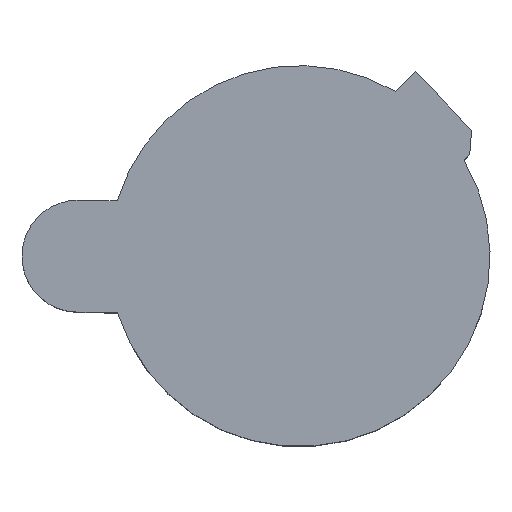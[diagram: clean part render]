
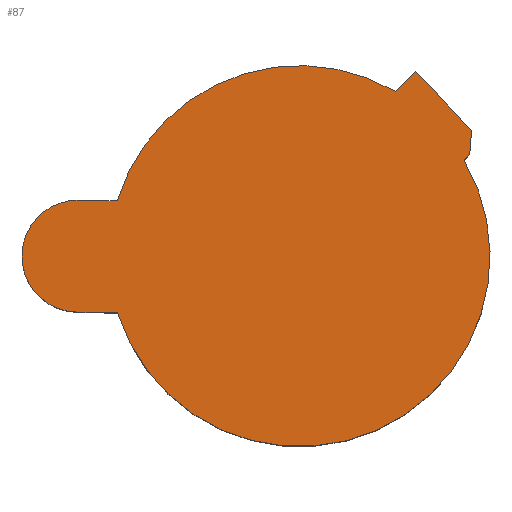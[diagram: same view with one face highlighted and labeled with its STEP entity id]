
A CAD part, top view. The second image highlights one B-rep face of the part: STEP entity #87.
In plain terms, the highlighted planar face has unit normal (0, 0, 1).
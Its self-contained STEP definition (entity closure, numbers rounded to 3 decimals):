
#87 = ADVANCED_FACE( '', ( #178 ), #179, .F. );
#178 = FACE_OUTER_BOUND( '', #274, .T. );
#179 = PLANE( '', #275 );
#274 = EDGE_LOOP( '', ( #426, #427, #428, #429, #430, #431, #432, #433, #434 ) );
#275 = AXIS2_PLACEMENT_3D( '', #435, #436, #437 );
#426 = ORIENTED_EDGE( '', *, *, #502, .F. );
#427 = ORIENTED_EDGE( '', *, *, #540, .F. );
#428 = ORIENTED_EDGE( '', *, *, #522, .F. );
#429 = ORIENTED_EDGE( '', *, *, #495, .F. );
#430 = ORIENTED_EDGE( '', *, *, #512, .F. );
#431 = ORIENTED_EDGE( '', *, *, #533, .F. );
#432 = ORIENTED_EDGE( '', *, *, #507, .F. );
#433 = ORIENTED_EDGE( '', *, *, #529, .F. );
#434 = ORIENTED_EDGE( '', *, *, #538, .F. );
#435 = CARTESIAN_POINT( '', ( 0., 0., 19.5 ) );
#436 = DIRECTION( '', ( 0., 0., -1. ) );
#437 = DIRECTION( '', ( -1., 0., 0. ) );
#495 = EDGE_CURVE( '', #567, #569, #570, .T. );
#502 = EDGE_CURVE( '', #579, #581, #582, .T. );
#507 = EDGE_CURVE( '', #588, #590, #591, .T. );
#512 = EDGE_CURVE( '', #596, #567, #598, .T. );
#522 = EDGE_CURVE( '', #569, #613, #614, .T. );
#529 = EDGE_CURVE( '', #622, #588, #624, .T. );
#533 = EDGE_CURVE( '', #590, #596, #628, .T. );
#538 = EDGE_CURVE( '', #581, #622, #634, .T. );
#540 = EDGE_CURVE( '', #613, #579, #636, .T. );
#567 = VERTEX_POINT( '', #666 );
#569 = VERTEX_POINT( '', #669 );
#570 = LINE( '', #670, #671 );
#579 = VERTEX_POINT( '', #681 );
#581 = VERTEX_POINT( '', #684 );
#582 = CIRCLE( '', #685, 17. );
#588 = VERTEX_POINT( '', #693 );
#590 = VERTEX_POINT( '', #696 );
#591 = LINE( '', #697, #698 );
#596 = VERTEX_POINT( '', #704 );
#598 = CIRCLE( '', #707, 17. );
#613 = VERTEX_POINT( '', #722 );
#614 = CIRCLE( '', #723, 5. );
#622 = VERTEX_POINT( '', #733 );
#624 = LINE( '', #736, #737 );
#628 = LINE( '', #742, #743 );
#634 = LINE( '', #750, #751 );
#636 = LINE( '', #753, #754 );
#666 = CARTESIAN_POINT( '', ( -16.224, -5.078, 19.5 ) );
#669 = CARTESIAN_POINT( '', ( -19.875, -4.999, 19.5 ) );
#670 = CARTESIAN_POINT( '', ( -16.224, -5.078, 19.5 ) );
#671 = VECTOR( '', #783, 1000. );
#681 = CARTESIAN_POINT( '', ( -16.271, 4.926, 19.5 ) );
#684 = CARTESIAN_POINT( '', ( 8.523, 14.709, 19.5 ) );
#685 = AXIS2_PLACEMENT_3D( '', #792, #793, #794 );
#693 = CARTESIAN_POINT( '', ( 15.346, 11.222, 19.5 ) );
#696 = CARTESIAN_POINT( '', ( 15.191, 9.059, 19.5 ) );
#697 = CARTESIAN_POINT( '', ( 15.346, 11.222, 19.5 ) );
#698 = VECTOR( '', #798, 1000. );
#704 = CARTESIAN_POINT( '', ( 14.679, 8.575, 19.5 ) );
#707 = AXIS2_PLACEMENT_3D( '', #804, #805, #806 );
#722 = CARTESIAN_POINT( '', ( -19.66, 4.999, 19.5 ) );
#723 = AXIS2_PLACEMENT_3D( '', #822, #823, #824 );
#733 = CARTESIAN_POINT( '', ( 10.386, 16.47, 19.5 ) );
#736 = CARTESIAN_POINT( '', ( 10.386, 16.47, 19.5 ) );
#737 = VECTOR( '', #831, 1000. );
#742 = CARTESIAN_POINT( '', ( 15.191, 9.059, 19.5 ) );
#743 = VECTOR( '', #833, 1000. );
#750 = CARTESIAN_POINT( '', ( 8.523, 14.709, 19.5 ) );
#751 = VECTOR( '', #838, 1000. );
#753 = CARTESIAN_POINT( '', ( -19.66, 4.999, 19.5 ) );
#754 = VECTOR( '', #839, 1000. );
#783 = DIRECTION( '', ( -1., 0.022, 0. ) );
#792 = CARTESIAN_POINT( '', ( 0., 0., 19.5 ) );
#793 = DIRECTION( '', ( 0., 0., -1. ) );
#794 = DIRECTION( '', ( 1., 0., 0. ) );
#798 = DIRECTION( '', ( -0.072, -0.997, 0. ) );
#804 = CARTESIAN_POINT( '', ( 0., 0., 19.5 ) );
#805 = DIRECTION( '', ( 0., 0., -1. ) );
#806 = DIRECTION( '', ( -1., 0., 0. ) );
#822 = CARTESIAN_POINT( '', ( -19.768, 0., 19.5 ) );
#823 = DIRECTION( '', ( 0., 0., -1. ) );
#824 = DIRECTION( '', ( 1., 0., 0. ) );
#831 = DIRECTION( '', ( 0.687, -0.727, 0. ) );
#833 = DIRECTION( '', ( -0.727, -0.687, 0. ) );
#838 = DIRECTION( '', ( 0.727, 0.687, 0. ) );
#839 = DIRECTION( '', ( 1., -0.022, 0. ) );
